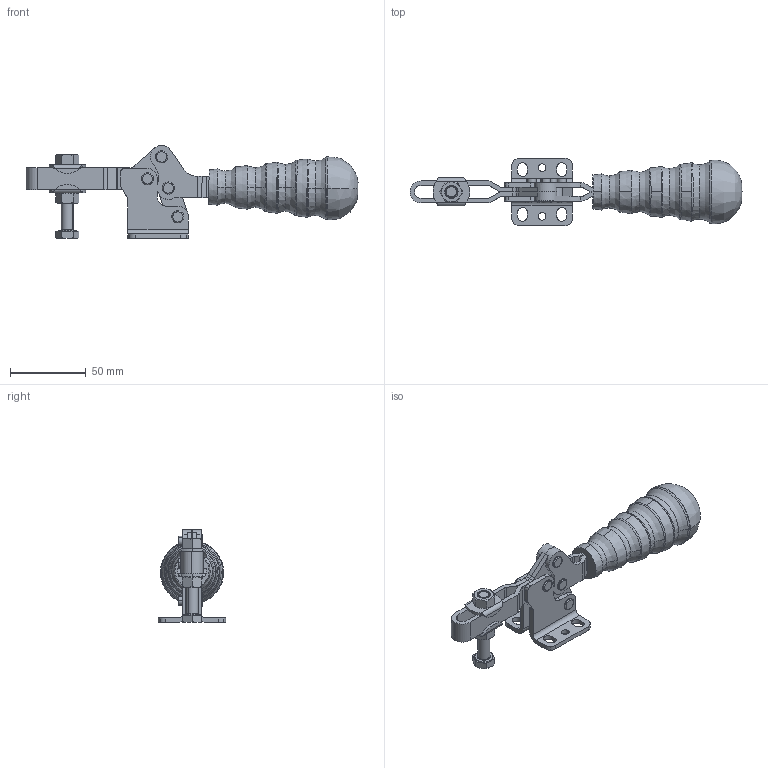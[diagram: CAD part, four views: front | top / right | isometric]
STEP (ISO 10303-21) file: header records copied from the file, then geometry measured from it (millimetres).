
FILE_DESCRIPTION((''),'2;1');
FILE_NAME('133.0.stp','2005-09-27T16:56:22',('Kysilko'),(''),'Autodesk Inventor 8','Autodesk Inventor 8','');
FILE_SCHEMA(('AUTOMOTIVE_DESIGN { 1 0 10303 214 1 1 1 1 }'));
Length unit declared in the file: millimetre
Products named in the file (1): Part42
Bounding box: 218.79 x 44.52 x 61.25 mm (x, y, z)
Volume: 112817 mm3; surface area: 35812.1 mm2
Topology: 1 solids, 3 shells, 1086 faces, 3595 edges, 2176 vertices
Faces by surface type: plane 394, cone 356, cylinder 189, bspline 125, torus 22
Entity records: 42051 total; most frequent: CARTESIAN_POINT 11485, ORIENTED_EDGE 7170, DIRECTION 6271, EDGE_CURVE 3585, AXIS2_PLACEMENT_3D 2388, VERTEX_POINT 2176, VECTOR 1495, LINE 1495
